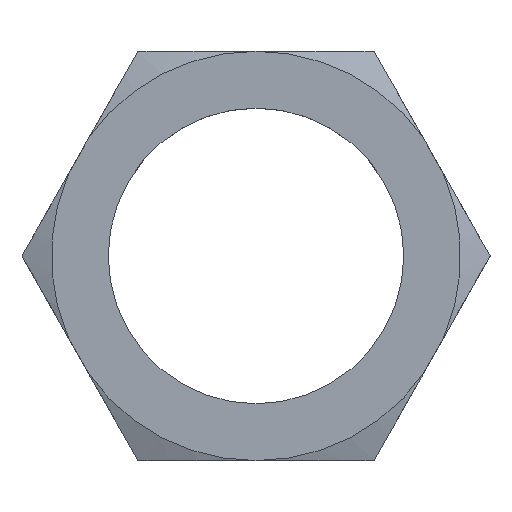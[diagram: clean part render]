
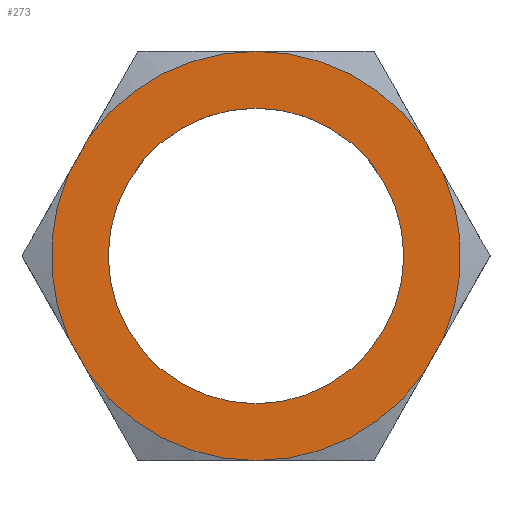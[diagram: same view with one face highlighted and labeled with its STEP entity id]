
A CAD part, top view. The second image highlights one B-rep face of the part: STEP entity #273.
In plain terms, the highlighted planar face has unit normal (0, 0, 1).
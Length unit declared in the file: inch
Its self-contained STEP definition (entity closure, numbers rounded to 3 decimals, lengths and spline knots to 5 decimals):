
#27=LINE($,#390,#43);
#31=LINE($,#407,#47);
#35=LINE($,#430,#51);
#40=LINE($,#455,#56);
#43=VECTOR($,#318,0.05483);
#47=VECTOR($,#324,0.05483);
#51=VECTOR($,#332,0.05483);
#56=VECTOR($,#341,0.05483);
#64=PLANE($,#301);
#70=FACE_BOUND($,#104,.T.);
#71=FACE_BOUND($,#105,.T.);
#104=EDGE_LOOP($,(#240));
#105=EDGE_LOOP($,(#241,#242,#243,#244,#245,#246,#247,#248,#249,#250));
#108=CIRCLE($,#281,0.19894);
#109=CIRCLE($,#289,0.2755);
#110=CIRCLE($,#291,0.2755);
#111=CIRCLE($,#293,0.2755);
#112=CIRCLE($,#295,0.2755);
#113=CIRCLE($,#297,0.2755);
#114=CIRCLE($,#299,0.2755);
#117=VERTEX_POINT($,#377);
#121=VERTEX_POINT($,#385);
#122=VERTEX_POINT($,#389);
#127=VERTEX_POINT($,#402);
#128=VERTEX_POINT($,#406);
#130=VERTEX_POINT($,#415);
#132=VERTEX_POINT($,#425);
#133=VERTEX_POINT($,#429);
#136=VERTEX_POINT($,#439);
#138=VERTEX_POINT($,#450);
#139=VERTEX_POINT($,#454);
#142=EDGE_CURVE($,#117,#117,#108,.T.);
#146=EDGE_CURVE($,#122,#121,#27,.T.);
#152=EDGE_CURVE($,#128,#127,#31,.T.);
#160=EDGE_CURVE($,#133,#132,#35,.T.);
#169=EDGE_CURVE($,#139,#138,#40,.T.);
#171=EDGE_CURVE($,#130,#127,#109,.T.);
#172=EDGE_CURVE($,#128,#132,#110,.T.);
#173=EDGE_CURVE($,#122,#130,#111,.T.);
#174=EDGE_CURVE($,#139,#121,#112,.T.);
#175=EDGE_CURVE($,#133,#136,#113,.T.);
#176=EDGE_CURVE($,#136,#138,#114,.T.);
#240=ORIENTED_EDGE($,*,*,#142,.T.);
#241=ORIENTED_EDGE($,*,*,#169,.T.);
#242=ORIENTED_EDGE($,*,*,#176,.F.);
#243=ORIENTED_EDGE($,*,*,#175,.F.);
#244=ORIENTED_EDGE($,*,*,#160,.T.);
#245=ORIENTED_EDGE($,*,*,#172,.F.);
#246=ORIENTED_EDGE($,*,*,#152,.T.);
#247=ORIENTED_EDGE($,*,*,#171,.F.);
#248=ORIENTED_EDGE($,*,*,#173,.F.);
#249=ORIENTED_EDGE($,*,*,#146,.T.);
#250=ORIENTED_EDGE($,*,*,#174,.F.);
#273=ADVANCED_FACE($,(#70,#71),#64,.T.);
#281=AXIS2_PLACEMENT_3D($,#378,#312,#313);
#289=AXIS2_PLACEMENT_3D($,#460,#344,#345);
#291=AXIS2_PLACEMENT_3D($,#462,#348,#349);
#293=AXIS2_PLACEMENT_3D($,#464,#352,#353);
#295=AXIS2_PLACEMENT_3D($,#466,#356,#357);
#297=AXIS2_PLACEMENT_3D($,#468,#360,#361);
#299=AXIS2_PLACEMENT_3D($,#470,#364,#365);
#301=AXIS2_PLACEMENT_3D($,#472,#368,#369);
#312=DIRECTION('center_axis',(0.,0.,-1.));
#313=DIRECTION('ref_axis',(-1.,0.,0.));
#318=DIRECTION($,(0.493,0.87,0.));
#324=DIRECTION($,(0.493,-0.87,0.));
#332=DIRECTION($,(-0.493,-0.87,0.));
#341=DIRECTION($,(-0.493,0.87,0.));
#344=DIRECTION('center_axis',(0.,0.,-1.));
#345=DIRECTION('ref_axis',(0.,1.,0.));
#348=DIRECTION('center_axis',(0.,0.,-1.));
#349=DIRECTION('ref_axis',(0.,1.,0.));
#352=DIRECTION('center_axis',(0.,0.,-1.));
#353=DIRECTION('ref_axis',(0.,1.,0.));
#356=DIRECTION('center_axis',(0.,0.,-1.));
#357=DIRECTION('ref_axis',(0.,1.,0.));
#360=DIRECTION('center_axis',(0.,0.,-1.));
#361=DIRECTION('ref_axis',(0.,1.,0.));
#364=DIRECTION('center_axis',(0.,0.,-1.));
#365=DIRECTION('ref_axis',(0.,1.,0.));
#368=DIRECTION('center_axis',(0.,0.,1.));
#369=DIRECTION('ref_axis',(1.,0.,0.));
#377=CARTESIAN_POINT('',(-0.19894,0.,0.047));
#378=CARTESIAN_POINT('Origin',(0.,0.,0.047));
#385=CARTESIAN_POINT('',(0.25207,-0.11117,0.047));
#389=CARTESIAN_POINT('',(0.22506,-0.15889,0.047));
#390=CARTESIAN_POINT($,(0.30631,-0.01535,0.047));
#402=CARTESIAN_POINT('',(-0.22506,-0.15889,0.047));
#406=CARTESIAN_POINT('',(-0.25207,-0.11117,0.047));
#407=CARTESIAN_POINT($,(-0.22834,-0.1531,0.047));
#415=CARTESIAN_POINT('',(0.,-0.2755,0.047));
#425=CARTESIAN_POINT('',(-0.25207,0.11117,0.047));
#429=CARTESIAN_POINT('',(-0.22506,0.15889,0.047));
#430=CARTESIAN_POINT($,(-0.24726,0.11968,0.047));
#439=CARTESIAN_POINT('',(0.,0.2755,0.047));
#450=CARTESIAN_POINT('',(0.22506,0.15889,0.047));
#454=CARTESIAN_POINT('',(0.25207,0.11117,0.047));
#455=CARTESIAN_POINT($,(0.16929,0.25743,0.047));
#460=CARTESIAN_POINT('Origin',(0.,0.,0.047));
#462=CARTESIAN_POINT('Origin',(0.,0.,0.047));
#464=CARTESIAN_POINT('Origin',(0.,0.,0.047));
#466=CARTESIAN_POINT('Origin',(0.,0.,0.047));
#468=CARTESIAN_POINT('Origin',(0.,0.,0.047));
#470=CARTESIAN_POINT('Origin',(0.,0.,0.047));
#472=CARTESIAN_POINT('Origin',(0.,0.13775,0.047));
